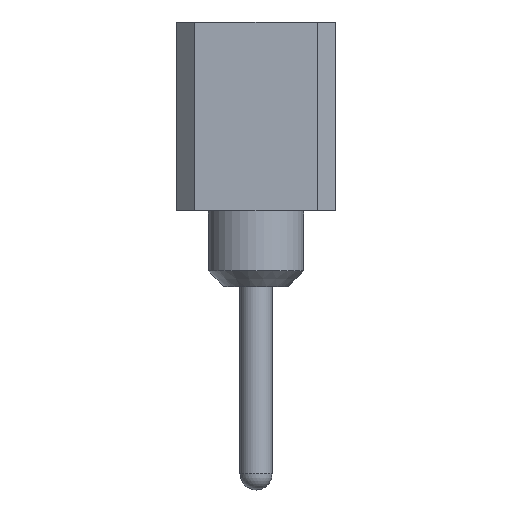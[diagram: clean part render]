
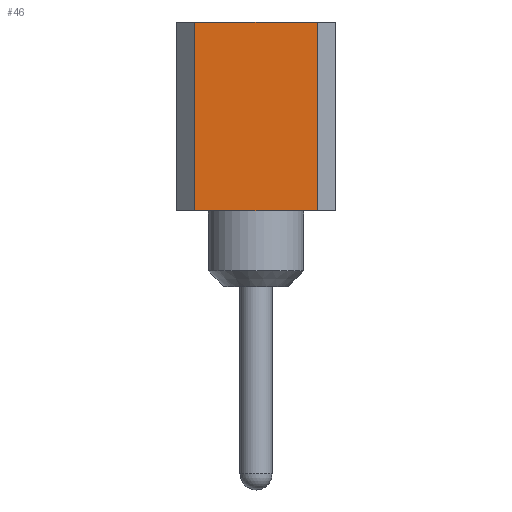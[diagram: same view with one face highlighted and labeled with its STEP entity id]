
A CAD part, front view. The second image highlights one B-rep face of the part: STEP entity #46.
In plain terms, the highlighted planar face has unit normal (0, -1, 0).
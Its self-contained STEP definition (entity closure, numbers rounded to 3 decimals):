
#13=DIRECTION('',(0.,0.,1.));
#21=EDGE_CURVE('',#22,#24,#26,.T.);
#22=VERTEX_POINT('',#23);
#23=CARTESIAN_POINT('',(-0.97,-31.75,1.2));
#24=VERTEX_POINT('',#25);
#25=CARTESIAN_POINT('',(-0.97,-31.75,4.2));
#26=LINE('',#23,#27);
#27=VECTOR('',#13,1.);
#46=ADVANCED_FACE('',(#47),#65,.T.);
#47=FACE_BOUND('',#48,.T.);
#48=EDGE_LOOP('',(#49,#56,#61,#62));
#49=ORIENTED_EDGE('',*,*,#50,.T.);
#50=EDGE_CURVE('',#51,#53,#55,.T.);
#51=VERTEX_POINT('',#52);
#52=CARTESIAN_POINT('',(0.97,-31.75,1.2));
#53=VERTEX_POINT('',#54);
#54=CARTESIAN_POINT('',(0.97,-31.75,4.2));
#55=LINE('',#52,#27);
#56=ORIENTED_EDGE('',*,*,#57,.T.);
#57=EDGE_CURVE('',#53,#24,#58,.T.);
#58=LINE('',#54,#59);
#59=VECTOR('',#60,1.);
#60=DIRECTION('',(-1.,0.,0.));
#61=ORIENTED_EDGE('',*,*,#21,.F.);
#62=ORIENTED_EDGE('',*,*,#63,.F.);
#63=EDGE_CURVE('',#51,#22,#64,.T.);
#64=LINE('',#52,#59);
#65=PLANE('',#66);
#66=AXIS2_PLACEMENT_3D('',#52,#67,#60);
#67=DIRECTION('',(0.,-1.,0.));
